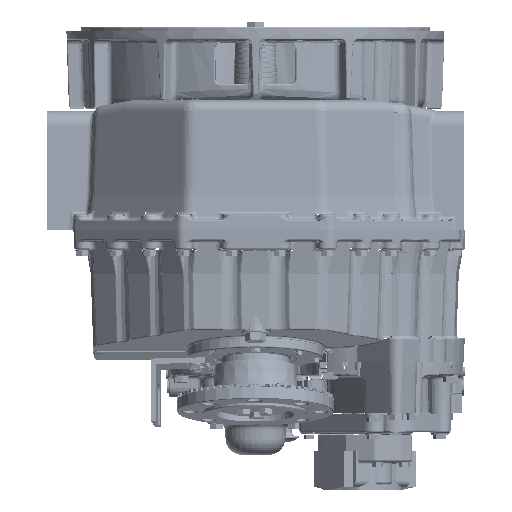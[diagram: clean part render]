
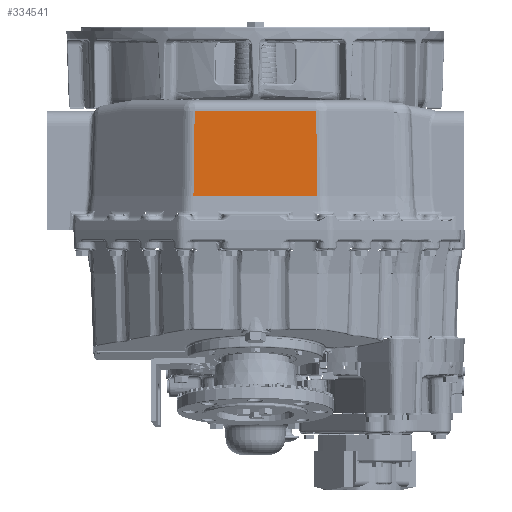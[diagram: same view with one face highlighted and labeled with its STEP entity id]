
A CAD part, front view. The second image highlights one B-rep face of the part: STEP entity #334541.
In plain terms, the highlighted planar face has unit normal (0, -0.999, 0.035).
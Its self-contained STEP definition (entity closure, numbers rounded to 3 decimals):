
#4305 = CARTESIAN_POINT ( 'NONE',  ( 91.252, -367.903, -196.225 ) ) ;
#7083 = PLANE ( 'NONE',  #138908 ) ;
#10854 = DIRECTION ( 'NONE',  ( 0., -0.999, 0.035 ) ) ;
#19767 = ORIENTED_EDGE ( 'NONE', *, *, #322600, .T. ) ;
#46959 = LINE ( 'NONE', #190236, #257299 ) ;
#48013 = CARTESIAN_POINT ( 'NONE',  ( -98.065, -361.904, -24.442 ) ) ;
#53575 = LINE ( 'NONE', #286585, #138038 ) ;
#86372 = VECTOR ( 'NONE', #363303, 1000. ) ;
#88499 = LINE ( 'NONE', #4305, #123885 ) ;
#90371 = DIRECTION ( 'NONE',  ( -0.014, 0.035, 0.999 ) ) ;
#103278 = VERTEX_POINT ( 'NONE', #306368 ) ;
#104044 = ORIENTED_EDGE ( 'NONE', *, *, #348197, .T. ) ;
#121765 = ORIENTED_EDGE ( 'NONE', *, *, #275341, .T. ) ;
#123885 = VECTOR ( 'NONE', #90371, 1000. ) ;
#127393 = DIRECTION ( 'NONE',  ( 0., -0.035, -0.999 ) ) ;
#138038 = VECTOR ( 'NONE', #336410, 1000. ) ;
#138908 = AXIS2_PLACEMENT_3D ( 'NONE', #272569, #10854, #127393 ) ;
#190236 = CARTESIAN_POINT ( 'NONE',  ( 90.569, -366.242, -148.651 ) ) ;
#197029 = LINE ( 'NONE', #48013, #86372 ) ;
#203210 = ORIENTED_EDGE ( 'NONE', *, *, #361079, .T. ) ;
#203602 = VERTEX_POINT ( 'NONE', #250814 ) ;
#207945 = VERTEX_POINT ( 'NONE', #211260 ) ;
#211260 = CARTESIAN_POINT ( 'NONE',  ( 88.768, -361.904, -24.442 ) ) ;
#216469 = VERTEX_POINT ( 'NONE', #228522 ) ;
#228522 = CARTESIAN_POINT ( 'NONE',  ( -88.768, -361.904, -24.442 ) ) ;
#238348 = FACE_OUTER_BOUND ( 'NONE', #238875, .T. ) ;
#238875 = EDGE_LOOP ( 'NONE', ( #203210, #121765, #104044, #19767 ) ) ;
#250814 = CARTESIAN_POINT ( 'NONE',  ( 90.564, -366.242, -148.651 ) ) ;
#257299 = VECTOR ( 'NONE', #337317, 1000. ) ;
#272569 = CARTESIAN_POINT ( 'NONE',  ( -100.814, -368., -199. ) ) ;
#275341 = EDGE_CURVE ( 'NONE', #103278, #203602, #46959, .T. ) ;
#286585 = CARTESIAN_POINT ( 'NONE',  ( -91.295, -368.005, -199.138 ) ) ;
#306368 = CARTESIAN_POINT ( 'NONE',  ( -90.564, -366.242, -148.651 ) ) ;
#322600 = EDGE_CURVE ( 'NONE', #207945, #216469, #197029, .T. ) ;
#334541 = ADVANCED_FACE ( 'NONE', ( #238348 ), #7083, .T. ) ;
#336410 = DIRECTION ( 'NONE',  ( -0.014, -0.035, -0.999 ) ) ;
#337317 = DIRECTION ( 'NONE',  ( 1., 0., 0. ) ) ;
#348197 = EDGE_CURVE ( 'NONE', #203602, #207945, #88499, .T. ) ;
#361079 = EDGE_CURVE ( 'NONE', #216469, #103278, #53575, .T. ) ;
#363303 = DIRECTION ( 'NONE',  ( -1., 0., 0. ) ) ;
